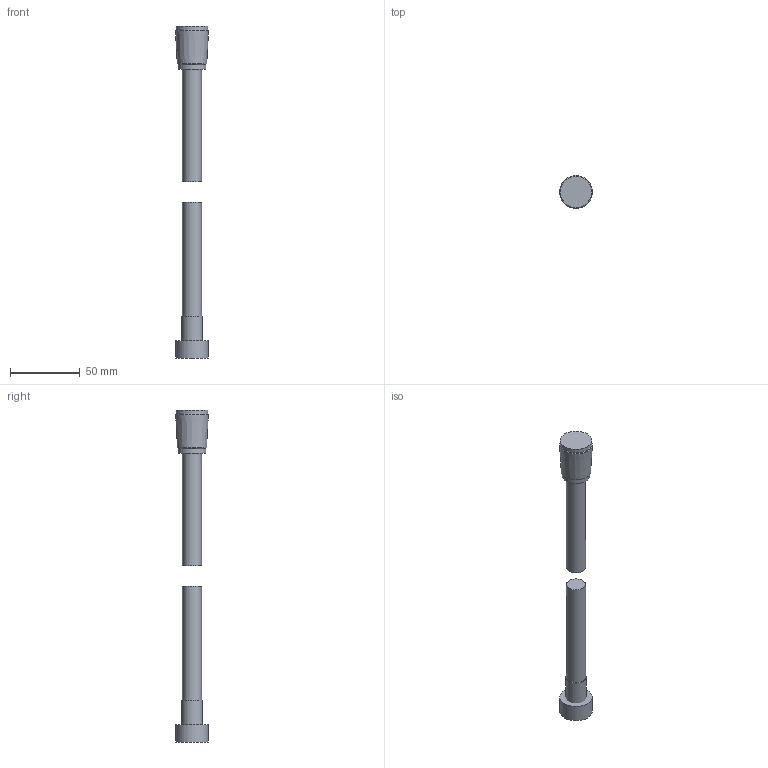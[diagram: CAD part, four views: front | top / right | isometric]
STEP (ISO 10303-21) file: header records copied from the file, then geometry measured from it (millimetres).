
FILE_DESCRIPTION(/* description */ ('Unknown'),/* implementation_level */ '2;1');
FILE_NAME(/* name */ '28154000',/* time_stamp */ '2022-09-08T16:29:46+02:00',/* author */ ('Unknown'),/* organization */ ('GROHE AG'),/* preprocessor_version */ 'ST-DEVELOPER v16.7',/* originating_system */ 'DEX',/* authorisation */ $);
FILE_SCHEMA (('AUTOMOTIVE_DESIGN {1 0 10303 214 3 1 1}'));
Length unit declared in the file: millimetre
Products named in the file (4): 28154000; 28154000_0; id81
Assembly tree (3 placements, depth 2):
  28154000
    28154000
    28154000_0
    id81
Bounding box: 23.6 x 23.6 x 237.5 mm (x, y, z)
Volume: 17044 mm3; surface area: 13763.2 mm2
Topology: 2 solids, 4 shells, 18 faces, 26 edges, 16 vertices
Faces by surface type: plane 8, cylinder 7, cone 3
Full cylindrical faces by diameter (mm): 13.8 x2, 14.7 x2, 19.9 x1, 22.6 x1, 23 x1
Entity records: 453 total; most frequent: DIRECTION 76, CARTESIAN_POINT 54, AXIS2_PLACEMENT_3D 38, ORIENTED_EDGE 30, EDGE_LOOP 30, FACE_BOUND 30, ADVANCED_FACE 18, EDGE_CURVE 16
